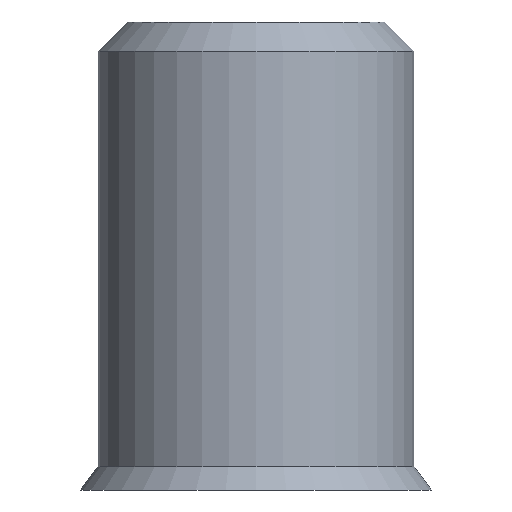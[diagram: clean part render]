
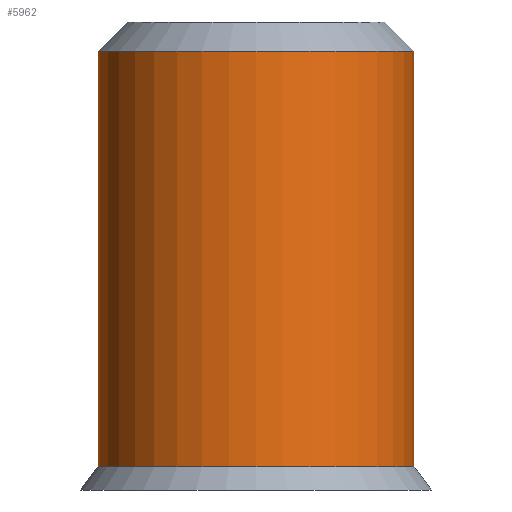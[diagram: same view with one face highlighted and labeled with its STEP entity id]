
A CAD part, front view. The second image highlights one B-rep face of the part: STEP entity #5962.
In plain terms, the highlighted cylindrical face has radius 5.4 mm (diameter 10.8 mm), a full revolution.
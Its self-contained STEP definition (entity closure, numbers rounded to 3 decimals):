
#245 = EDGE_CURVE ( 'NONE', #6862, #6862, #2027, .T. ) ;
#475 = DIRECTION ( 'NONE',  ( 0., 0., 1. ) ) ;
#678 = DIRECTION ( 'NONE',  ( 0., 0., 1. ) ) ;
#964 = CARTESIAN_POINT ( 'NONE',  ( 0., 0., 0.8 ) ) ;
#987 = ORIENTED_EDGE ( 'NONE', *, *, #2292, .T. ) ;
#1162 = FACE_OUTER_BOUND ( 'NONE', #6417, .T. ) ;
#1219 = DIRECTION ( 'NONE',  ( 1., 0., 0. ) ) ;
#1467 = AXIS2_PLACEMENT_3D ( 'NONE', #9386, #678, #4356 ) ;
#2027 = CIRCLE ( 'NONE', #2727, 5.4 ) ;
#2292 = EDGE_CURVE ( 'NONE', #6316, #6316, #3386, .T. ) ;
#2652 = CARTESIAN_POINT ( 'NONE',  ( 0., 0., 15. ) ) ;
#2727 = AXIS2_PLACEMENT_3D ( 'NONE', #2652, #475, #1219 ) ;
#3146 = DIRECTION ( 'NONE',  ( 1., 0., 0. ) ) ;
#3273 = EDGE_LOOP ( 'NONE', ( #8861 ) ) ;
#3386 = CIRCLE ( 'NONE', #4275, 5.4 ) ;
#4036 = CARTESIAN_POINT ( 'NONE',  ( 5.4, 0., 0.8 ) ) ;
#4275 = AXIS2_PLACEMENT_3D ( 'NONE', #964, #7497, #3146 ) ;
#4356 = DIRECTION ( 'NONE',  ( 1., 0., 0. ) ) ;
#5055 = FACE_OUTER_BOUND ( 'NONE', #3273, .T. ) ;
#5962 = ADVANCED_FACE ( 'NONE', ( #5055, #1162 ), #6734, .T. ) ;
#6316 = VERTEX_POINT ( 'NONE', #4036 ) ;
#6417 = EDGE_LOOP ( 'NONE', ( #987 ) ) ;
#6734 = CYLINDRICAL_SURFACE ( 'NONE', #1467, 5.4 ) ;
#6862 = VERTEX_POINT ( 'NONE', #8123 ) ;
#7497 = DIRECTION ( 'NONE',  ( 0., 0., 1. ) ) ;
#8123 = CARTESIAN_POINT ( 'NONE',  ( 5.4, 0., 15. ) ) ;
#8861 = ORIENTED_EDGE ( 'NONE', *, *, #245, .F. ) ;
#9386 = CARTESIAN_POINT ( 'NONE',  ( 0., 0., 16. ) ) ;
